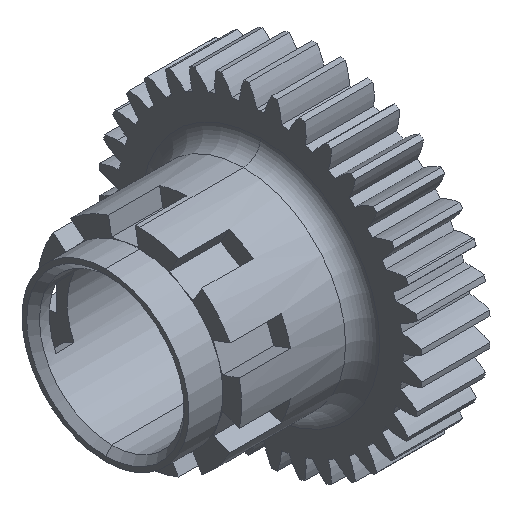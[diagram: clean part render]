
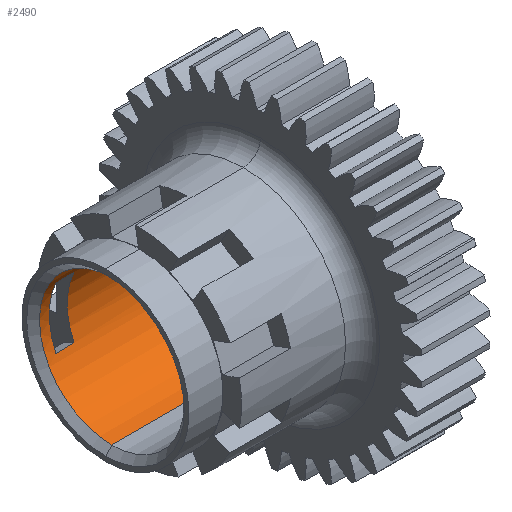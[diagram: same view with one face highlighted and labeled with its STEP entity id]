
A CAD part, isometric view. The second image highlights one B-rep face of the part: STEP entity #2490.
In plain terms, the highlighted cylindrical face has radius 8.5 mm (diameter 17 mm), a partial arc.
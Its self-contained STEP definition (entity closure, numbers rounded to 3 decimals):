
#73 = LINE ( 'NONE', #2212, #756 ) ;
#159 = DIRECTION ( 'NONE',  ( 0., 0., 1. ) ) ;
#227 = CARTESIAN_POINT ( 'NONE',  ( 7.25, 0., 0. ) ) ;
#395 = DIRECTION ( 'NONE',  ( -1., 0., 0. ) ) ;
#441 = VERTEX_POINT ( 'NONE', #4150 ) ;
#508 = VERTEX_POINT ( 'NONE', #3647 ) ;
#534 = EDGE_LOOP ( 'NONE', ( #2412, #1862, #6362, #1918 ) ) ;
#756 = VECTOR ( 'NONE', #6672, 1000. ) ;
#831 = EDGE_CURVE ( 'NONE', #5663, #4875, #3372, .T. ) ;
#846 = ORIENTED_EDGE ( 'NONE', *, *, #5746, .T. ) ;
#988 = VECTOR ( 'NONE', #5078, 1000. ) ;
#1030 = VECTOR ( 'NONE', #5653, 1000. ) ;
#1049 = FACE_BOUND ( 'NONE', #3192, .T. ) ;
#1063 = CARTESIAN_POINT ( 'NONE',  ( -16.3, 0., 0. ) ) ;
#1077 = CIRCLE ( 'NONE', #5248, 8.5 ) ;
#1240 = VERTEX_POINT ( 'NONE', #3427 ) ;
#1347 = LINE ( 'NONE', #3560, #2198 ) ;
#1528 = CARTESIAN_POINT ( 'NONE',  ( 7.25, 0., -8.5 ) ) ;
#1559 = AXIS2_PLACEMENT_3D ( 'NONE', #3286, #6592, #4844 ) ;
#1646 = CARTESIAN_POINT ( 'NONE',  ( -16.3, 7.704, 3.592 ) ) ;
#1774 = EDGE_CURVE ( 'NONE', #5663, #1240, #4106, .T. ) ;
#1862 = ORIENTED_EDGE ( 'NONE', *, *, #1774, .T. ) ;
#1918 = ORIENTED_EDGE ( 'NONE', *, *, #2319, .T. ) ;
#2124 = CYLINDRICAL_SURFACE ( 'NONE', #4780, 8.5 ) ;
#2133 = EDGE_CURVE ( 'NONE', #508, #3950, #3487, .T. ) ;
#2198 = VECTOR ( 'NONE', #5776, 1000. ) ;
#2204 = ORIENTED_EDGE ( 'NONE', *, *, #6799, .F. ) ;
#2211 = CARTESIAN_POINT ( 'NONE',  ( -17.45, 0., 8.5 ) ) ;
#2212 = CARTESIAN_POINT ( 'NONE',  ( 50.008, 0., 8.5 ) ) ;
#2319 = EDGE_CURVE ( 'NONE', #6291, #4875, #1077, .T. ) ;
#2381 = CARTESIAN_POINT ( 'NONE',  ( -17.45, 0., -8.5 ) ) ;
#2412 = ORIENTED_EDGE ( 'NONE', *, *, #831, .F. ) ;
#2490 = ADVANCED_FACE ( 'NONE', ( #6088, #1049 ), #2124, .F. ) ;
#2765 = CIRCLE ( 'NONE', #6363, 8.5 ) ;
#3192 = EDGE_LOOP ( 'NONE', ( #3582, #846, #5362, #2204 ) ) ;
#3217 = EDGE_CURVE ( 'NONE', #7124, #441, #1347, .T. ) ;
#3233 = DIRECTION ( 'NONE',  ( 1., 0., 0. ) ) ;
#3256 = CARTESIAN_POINT ( 'NONE',  ( -16.3, 7.704, -3.592 ) ) ;
#3257 = DIRECTION ( 'NONE',  ( 0., 0., 1. ) ) ;
#3271 = DIRECTION ( 'NONE',  ( 0., 0., -1. ) ) ;
#3286 = CARTESIAN_POINT ( 'NONE',  ( -14.2, 0., 0. ) ) ;
#3329 = DIRECTION ( 'NONE',  ( -1., 0., 0. ) ) ;
#3372 = LINE ( 'NONE', #6058, #1030 ) ;
#3427 = CARTESIAN_POINT ( 'NONE',  ( 7.25, 0., 8.5 ) ) ;
#3436 = CIRCLE ( 'NONE', #1559, 8.5 ) ;
#3437 = EDGE_CURVE ( 'NONE', #1240, #6291, #73, .T. ) ;
#3487 = LINE ( 'NONE', #5185, #988 ) ;
#3560 = CARTESIAN_POINT ( 'NONE',  ( 50.008, 7.704, 3.592 ) ) ;
#3582 = ORIENTED_EDGE ( 'NONE', *, *, #2133, .T. ) ;
#3647 = CARTESIAN_POINT ( 'NONE',  ( -14.2, 7.704, -3.592 ) ) ;
#3950 = VERTEX_POINT ( 'NONE', #3256 ) ;
#4066 = DIRECTION ( 'NONE',  ( 1., 0., 0. ) ) ;
#4106 = CIRCLE ( 'NONE', #7125, 8.5 ) ;
#4150 = CARTESIAN_POINT ( 'NONE',  ( -14.2, 7.704, 3.592 ) ) ;
#4339 = CARTESIAN_POINT ( 'NONE',  ( 50.008, 0., 0. ) ) ;
#4780 = AXIS2_PLACEMENT_3D ( 'NONE', #4339, #3329, #3257 ) ;
#4784 = CARTESIAN_POINT ( 'NONE',  ( -17.45, 0., 0. ) ) ;
#4844 = DIRECTION ( 'NONE',  ( 0., 0., -1. ) ) ;
#4875 = VERTEX_POINT ( 'NONE', #2381 ) ;
#5078 = DIRECTION ( 'NONE',  ( -1., 0., 0. ) ) ;
#5185 = CARTESIAN_POINT ( 'NONE',  ( 50.008, 7.704, -3.592 ) ) ;
#5248 = AXIS2_PLACEMENT_3D ( 'NONE', #4784, #395, #5365 ) ;
#5362 = ORIENTED_EDGE ( 'NONE', *, *, #3217, .T. ) ;
#5365 = DIRECTION ( 'NONE',  ( 0., 0., 1. ) ) ;
#5653 = DIRECTION ( 'NONE',  ( -1., 0., 0. ) ) ;
#5663 = VERTEX_POINT ( 'NONE', #1528 ) ;
#5746 = EDGE_CURVE ( 'NONE', #3950, #7124, #2765, .T. ) ;
#5776 = DIRECTION ( 'NONE',  ( 1., 0., 0. ) ) ;
#6058 = CARTESIAN_POINT ( 'NONE',  ( 50.008, 0., -8.5 ) ) ;
#6088 = FACE_OUTER_BOUND ( 'NONE', #534, .T. ) ;
#6291 = VERTEX_POINT ( 'NONE', #2211 ) ;
#6362 = ORIENTED_EDGE ( 'NONE', *, *, #3437, .T. ) ;
#6363 = AXIS2_PLACEMENT_3D ( 'NONE', #1063, #3233, #3271 ) ;
#6592 = DIRECTION ( 'NONE',  ( 1., 0., 0. ) ) ;
#6672 = DIRECTION ( 'NONE',  ( -1., 0., 0. ) ) ;
#6799 = EDGE_CURVE ( 'NONE', #508, #441, #3436, .T. ) ;
#7124 = VERTEX_POINT ( 'NONE', #1646 ) ;
#7125 = AXIS2_PLACEMENT_3D ( 'NONE', #227, #4066, #159 ) ;
